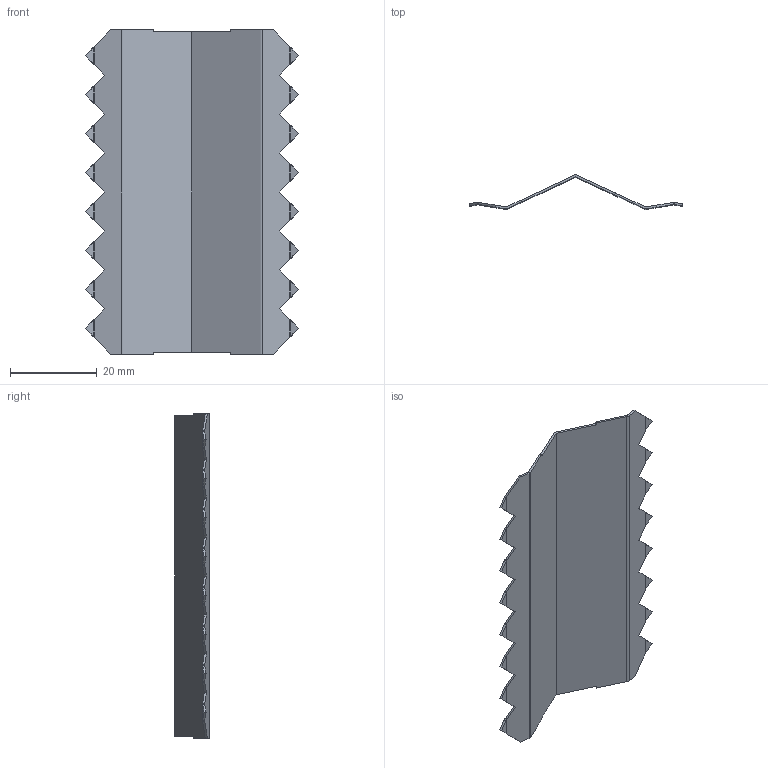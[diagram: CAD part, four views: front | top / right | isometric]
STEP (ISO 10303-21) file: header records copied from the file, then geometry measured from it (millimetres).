
FILE_DESCRIPTION(('CoCreate Modeling STEP Export'),'2;1');
FILE_NAME('6247466.stp','2016-09-29T14:26:11',(''),(''),'CoCreate Modeling STEP processor for AP214 (Solid Model)','CoCreate Modeling 16.00B 02-Dec-2008 (C) Parametric Technology GmbH','');
FILE_SCHEMA(('AUTOMOTIVE_DESIGN { 1 0 10303 214 1 1 1 1 }'));
Length unit declared in the file: millimetre
Products named in the file (2): LKM_SV_60.1
Assembly tree (1 placements, depth 2):
  LKM_SV_60.1
    LKM_SV_60.1
Bounding box: 49.38 x 7.99 x 75 mm (x, y, z)
Volume: 1792.1 mm3; surface area: 7316 mm2
Topology: 1 solids, 1 shells, 214 faces, 572 edges, 360 vertices
Faces by surface type: plane 142, cylinder 40, bspline 32
Entity records: 7353 total; most frequent: CARTESIAN_POINT 2240, ORIENTED_EDGE 1144, DIRECTION 800, EDGE_CURVE 572, VECTOR 400, LINE 400, VERTEX_POINT 360, EDGE_LOOP 214
